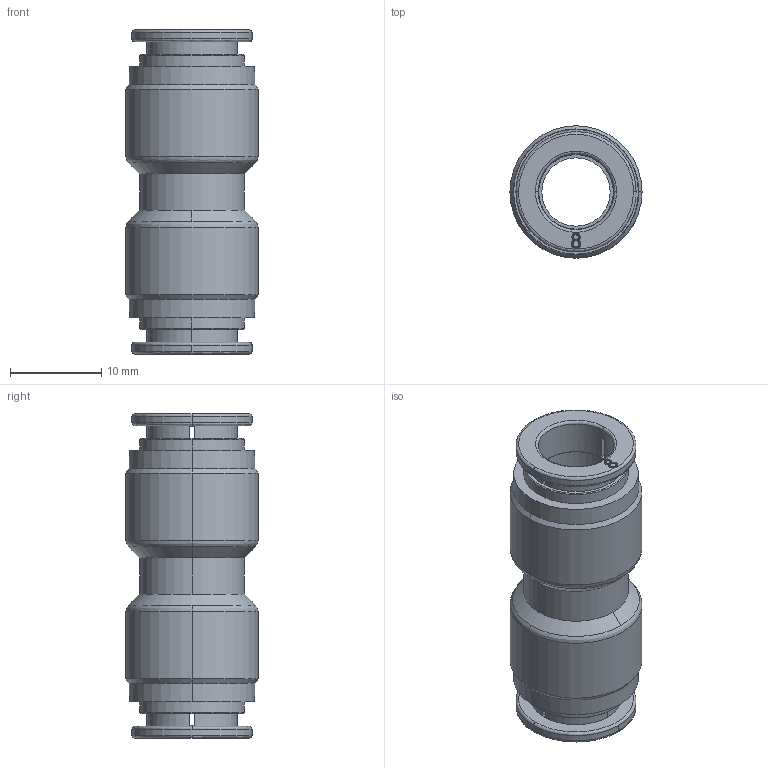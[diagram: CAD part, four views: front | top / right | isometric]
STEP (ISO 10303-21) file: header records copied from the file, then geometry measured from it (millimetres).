
FILE_DESCRIPTION (( 'STEP AP214' ), '1' );
FILE_NAME ('US8M-SS.step', '2018-03-13T19:31:04', ( '' ), ( '' ), 'SwSTEP 2.0', 'SolidWorks 2017', '' );
FILE_SCHEMA (( 'AUTOMOTIVE_DESIGN' ));
Length unit declared in the file: inch
Products named in the file (1): US8M-SS
Bounding box: 14.5 x 14.5 x 35.6 mm (x, y, z)
Volume: 3079.8 mm3; surface area: 3031.6 mm2
Topology: 1 solids, 1 shells, 112 faces, 264 edges, 166 vertices
Faces by surface type: cylinder 32, bspline 30, plane 30, cone 20
Entity records: 3860 total; most frequent: CARTESIAN_POINT 1323, ORIENTED_EDGE 528, DIRECTION 508, EDGE_CURVE 264, AXIS2_PLACEMENT_3D 209, VERTEX_POINT 166, EDGE_LOOP 134, CIRCLE 126
